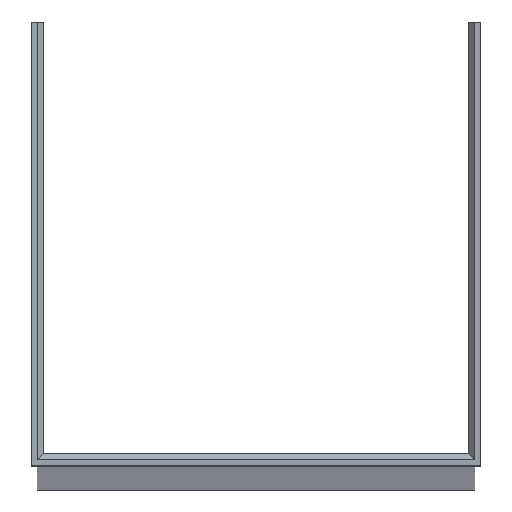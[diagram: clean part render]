
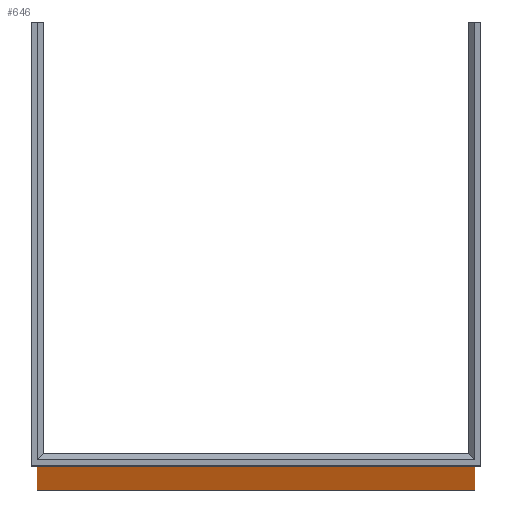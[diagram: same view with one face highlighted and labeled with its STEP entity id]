
A CAD part, top view. The second image highlights one B-rep face of the part: STEP entity #646.
In plain terms, the highlighted planar face has unit normal (0, -1, 0).
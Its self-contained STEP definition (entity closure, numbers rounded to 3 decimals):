
#12 = ORIENTED_EDGE ( 'NONE', *, *, #481, .F. ) ;
#156 = DIRECTION ( 'NONE',  ( 0., 0., 1. ) ) ;
#157 = DIRECTION ( 'NONE',  ( 0., 1., 0. ) ) ;
#159 = PLANE ( 'NONE',  #460 ) ;
#163 = CARTESIAN_POINT ( 'NONE',  ( -25., 0., 1969. ) ) ;
#337 = DIRECTION ( 'NONE',  ( 1., 0., 0. ) ) ;
#338 = DIRECTION ( 'NONE',  ( 0., 0., 1. ) ) ;
#339 = DIRECTION ( 'NONE',  ( 0., -1., 0. ) ) ;
#340 = CARTESIAN_POINT ( 'NONE',  ( 0., 0., 15. ) ) ;
#348 = CARTESIAN_POINT ( 'NONE',  ( -25., 0., 0. ) ) ;
#353 = CARTESIAN_POINT ( 'NONE',  ( -25., 0., 1969. ) ) ;
#354 = DIRECTION ( 'NONE',  ( 0., 0., -1. ) ) ;
#385 = DIRECTION ( 'NONE',  ( 0., 0., -1. ) ) ;
#391 = CARTESIAN_POINT ( 'NONE',  ( 25., 0., 1969. ) ) ;
#392 = DIRECTION ( 'NONE',  ( 1., 0., 0. ) ) ;
#393 = CARTESIAN_POINT ( 'NONE',  ( -25., 0., 1968. ) ) ;
#460 = AXIS2_PLACEMENT_3D ( 'NONE', #163, #157, #156 ) ;
#478 = EDGE_CURVE ( 'NONE', #914, #859, #917, .T. ) ;
#481 = EDGE_CURVE ( 'NONE', #859, #865, #924, .T. ) ;
#499 = EDGE_CURVE ( 'NONE', #914, #897, #955, .T. ) ;
#501 = EDGE_CURVE ( 'NONE', #808, #808, #958, .T. ) ;
#502 = EDGE_CURVE ( 'NONE', #897, #865, #961, .T. ) ;
#618 = AXIS2_PLACEMENT_3D ( 'NONE', #340, #339, #338 ) ;
#646 = ADVANCED_FACE ( 'NONE', ( #758, #764 ), #159, .F. ) ;
#758 = FACE_BOUND ( 'NONE', #1103, .T. ) ;
#764 = FACE_OUTER_BOUND ( 'NONE', #1136, .T. ) ;
#808 = VERTEX_POINT ( 'NONE', #1241 ) ;
#815 = ORIENTED_EDGE ( 'NONE', *, *, #501, .F. ) ;
#859 = VERTEX_POINT ( 'NONE', #1176 ) ;
#865 = VERTEX_POINT ( 'NONE', #1166 ) ;
#897 = VERTEX_POINT ( 'NONE', #1277 ) ;
#914 = VERTEX_POINT ( 'NONE', #1245 ) ;
#917 = LINE ( 'NONE', #393, #1062 ) ;
#924 = LINE ( 'NONE', #391, #925 ) ;
#925 = VECTOR ( 'NONE', #385, 1000. ) ;
#955 = LINE ( 'NONE', #353, #957 ) ;
#957 = VECTOR ( 'NONE', #354, 1000. ) ;
#958 = CIRCLE ( 'NONE', #618, 3.5 ) ;
#961 = LINE ( 'NONE', #348, #963 ) ;
#963 = VECTOR ( 'NONE', #337, 1000. ) ;
#1062 = VECTOR ( 'NONE', #392, 1000. ) ;
#1080 = ORIENTED_EDGE ( 'NONE', *, *, #478, .F. ) ;
#1081 = ORIENTED_EDGE ( 'NONE', *, *, #499, .T. ) ;
#1082 = ORIENTED_EDGE ( 'NONE', *, *, #502, .T. ) ;
#1103 = EDGE_LOOP ( 'NONE', ( #815 ) ) ;
#1136 = EDGE_LOOP ( 'NONE', ( #12, #1080, #1081, #1082 ) ) ;
#1166 = CARTESIAN_POINT ( 'NONE',  ( 25., 0., 0. ) ) ;
#1176 = CARTESIAN_POINT ( 'NONE',  ( 25., 0., 1968. ) ) ;
#1241 = CARTESIAN_POINT ( 'NONE',  ( 0., 0., 18.5 ) ) ;
#1245 = CARTESIAN_POINT ( 'NONE',  ( -25., 0., 1968. ) ) ;
#1277 = CARTESIAN_POINT ( 'NONE',  ( -25., 0., 0. ) ) ;
